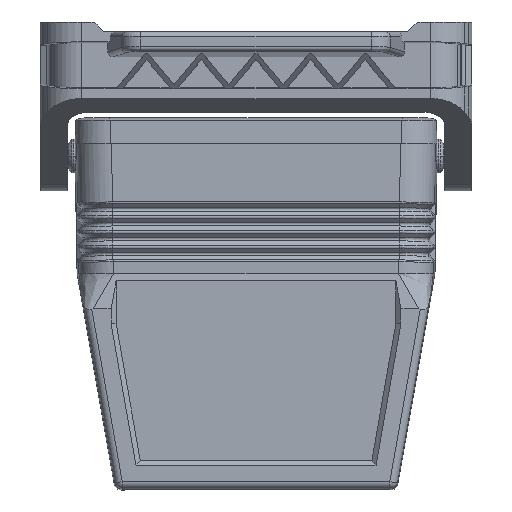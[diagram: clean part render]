
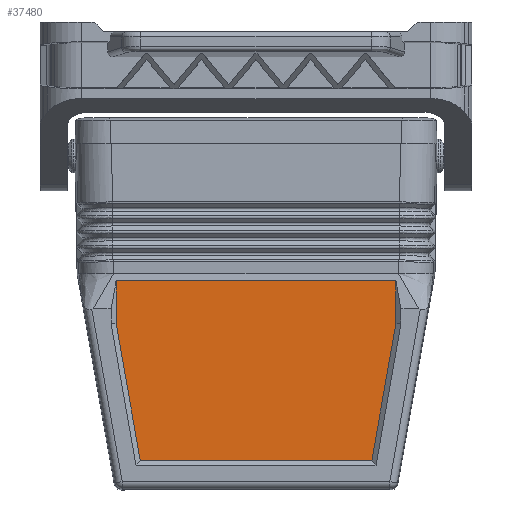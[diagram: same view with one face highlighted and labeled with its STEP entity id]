
A CAD part, front view. The second image highlights one B-rep face of the part: STEP entity #37480.
In plain terms, the highlighted face is planar.
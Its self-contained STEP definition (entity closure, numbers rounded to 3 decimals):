
#26870=CARTESIAN_POINT('',(117.12,-0.759,
27.871));
#26880=VERTEX_POINT('',#26870);
#26910=CARTESIAN_POINT('',(117.12,25.163,
27.871));
#26920=DIRECTION('',(0.,-1.,0.));
#26930=VECTOR('',#26920,1.);
#26940=LINE('',#26910,#26930);
#26950=CARTESIAN_POINT('',(117.12,55.579,
27.871));
#26960=VERTEX_POINT('',#26950);
#26970=EDGE_CURVE('',#26960,#26880,#26940,.T.);
#37020=CARTESIAN_POINT('',(117.12,54.827,
50.993));
#37030=DIRECTION('',(1.,0.,0.));
#37040=DIRECTION('',(0.,1.,0.));
#37050=AXIS2_PLACEMENT_3D('',#37020,#37030,#37040);
#37060=PLANE('',#37050);
#37070=CARTESIAN_POINT('',(117.12,-1.158,
34.229));
#37080=DIRECTION('',(0.,0.174,0.985));
#37090=VECTOR('',#37080,1.);
#37100=LINE('',#37070,#37090);
#37110=CARTESIAN_POINT('',(117.12,-0.759,
36.494));
#37120=VERTEX_POINT('',#37110);
#37130=CARTESIAN_POINT('',(117.12,4.087,
64.));
#37140=VERTEX_POINT('',#37130);
#37150=EDGE_CURVE('',#37120,#37140,#37100,.T.);
#37160=ORIENTED_EDGE('',*,*,#37150,.F.);
#37170=CARTESIAN_POINT('',(117.12,25.163,
64.));
#37180=DIRECTION('',(0.,1.,0.));
#37190=VECTOR('',#37180,1.);
#37200=LINE('',#37170,#37190);
#37210=CARTESIAN_POINT('',(117.12,50.734,
64.));
#37220=VERTEX_POINT('',#37210);
#37230=EDGE_CURVE('',#37140,#37220,#37200,.T.);
#37240=ORIENTED_EDGE('',*,*,#37230,.F.);
#37250=CARTESIAN_POINT('',(117.12,55.979,
34.229));
#37260=DIRECTION('',(0.,-0.174,0.985));
#37270=VECTOR('',#37260,1.);
#37280=LINE('',#37250,#37270);
#37290=CARTESIAN_POINT('',(117.12,55.579,
36.5));
#37300=VERTEX_POINT('',#37290);
#37310=EDGE_CURVE('',#37300,#37220,#37280,.T.);
#37320=ORIENTED_EDGE('',*,*,#37310,.T.);
#37330=CARTESIAN_POINT('',(117.12,55.579,
34.229));
#37340=DIRECTION('',(0.,-0.,-1.));
#37350=VECTOR('',#37340,1.);
#37360=LINE('',#37330,#37350);
#37370=EDGE_CURVE('',#37300,#26960,#37360,.T.);
#37380=ORIENTED_EDGE('',*,*,#37370,.F.);
#37390=ORIENTED_EDGE('',*,*,#26970,.F.);
#37400=CARTESIAN_POINT('',(117.12,-0.759,
34.229));
#37410=DIRECTION('',(0.,0.,-1.));
#37420=VECTOR('',#37410,1.);
#37430=LINE('',#37400,#37420);
#37440=EDGE_CURVE('',#37120,#26880,#37430,.T.);
#37450=ORIENTED_EDGE('',*,*,#37440,.T.);
#37460=EDGE_LOOP('',(#37450,#37390,#37380,#37320,#37240,#37160));
#37470=FACE_OUTER_BOUND('',#37460,.T.);
#37480=ADVANCED_FACE('',(#37470),#37060,.T.);
